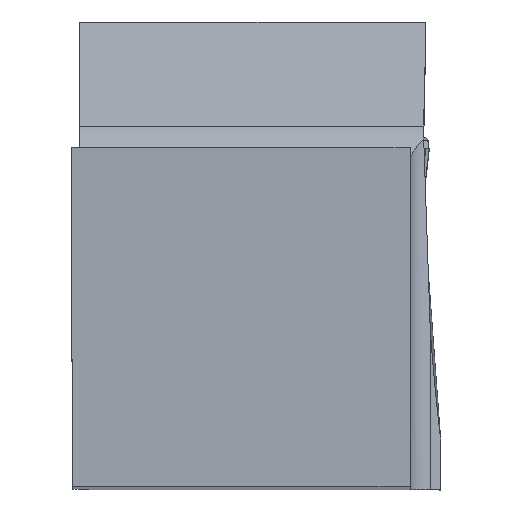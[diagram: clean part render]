
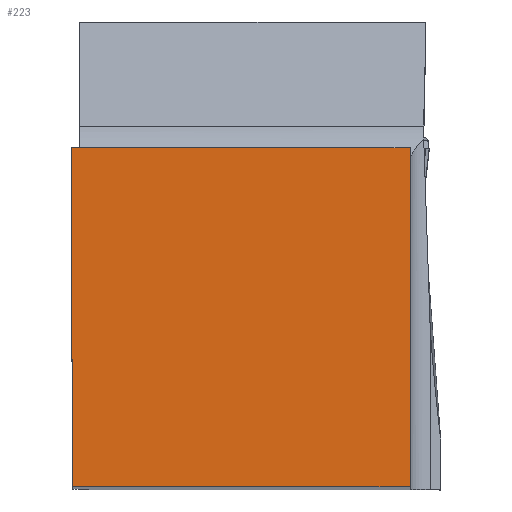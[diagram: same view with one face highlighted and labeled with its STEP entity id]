
A CAD part, top view. The second image highlights one B-rep face of the part: STEP entity #223.
In plain terms, the highlighted planar face has unit normal (0, 0, 1).
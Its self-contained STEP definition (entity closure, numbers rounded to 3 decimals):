
#164=PLANE('',#2102);
#223=ADVANCED_FACE('CU_BACK_SU1',(#355),#164,.F.);
#355=FACE_OUTER_BOUND('',#464,.T.);
#464=EDGE_LOOP('',(#1052,#1053,#1054,#1055));
#675=LINE('',#2887,#813);
#679=LINE('',#2897,#817);
#682=LINE('',#2907,#820);
#702=LINE('',#3006,#840);
#813=VECTOR('',#2293,1.);
#817=VECTOR('',#2301,1.);
#820=VECTOR('',#2310,1.);
#840=VECTOR('',#2360,1.);
#1052=ORIENTED_EDGE('',*,*,#1733,.T.);
#1053=ORIENTED_EDGE('',*,*,#1773,.F.);
#1054=ORIENTED_EDGE('',*,*,#1743,.T.);
#1055=ORIENTED_EDGE('',*,*,#1738,.T.);
#1541=VERTEX_POINT('',#2886);
#1542=VERTEX_POINT('',#2888);
#1546=VERTEX_POINT('',#2898);
#1550=VERTEX_POINT('',#2908);
#1733=EDGE_CURVE('',#1542,#1541,#675,.T.);
#1738=EDGE_CURVE('',#1546,#1542,#679,.T.);
#1743=EDGE_CURVE('',#1550,#1546,#682,.T.);
#1773=EDGE_CURVE('',#1550,#1541,#702,.T.);
#2102=AXIS2_PLACEMENT_3D('',#3007,#2361,#2362);
#2293=DIRECTION('',(1.,0.,0.));
#2301=DIRECTION('',(0.004,-1.,0.));
#2310=DIRECTION('',(-1.,0.,0.));
#2360=DIRECTION('',(0.,-1.,0.));
#2361=DIRECTION('',(0.,0.,-1.));
#2362=DIRECTION('',(0.,-1.,0.));
#2886=CARTESIAN_POINT('',(19.875,0.,0.));
#2887=CARTESIAN_POINT('',(-22.994,0.,0.));
#2888=CARTESIAN_POINT('',(0.087,0.,0.));
#2897=CARTESIAN_POINT('',(-0.088,39.975,0.));
#2898=CARTESIAN_POINT('',(0.,19.875,0.));
#2907=CARTESIAN_POINT('',(-22.994,19.875,0.));
#2908=CARTESIAN_POINT('',(19.875,19.875,0.));
#3006=CARTESIAN_POINT('',(19.875,39.875,0.));
#3007=CARTESIAN_POINT('',(-22.994,39.875,0.));
